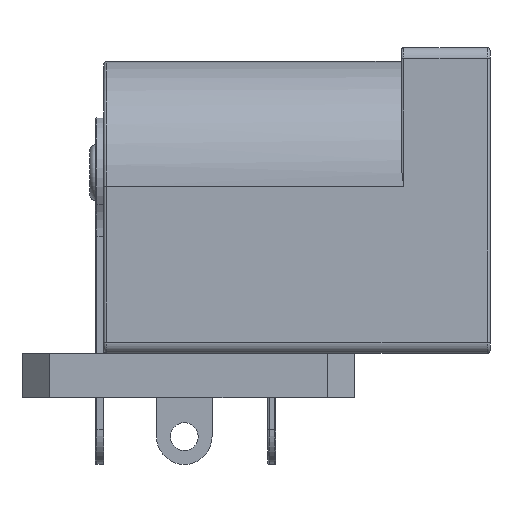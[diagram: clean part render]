
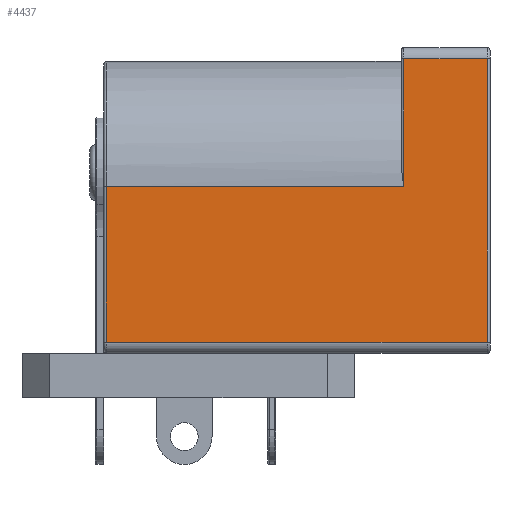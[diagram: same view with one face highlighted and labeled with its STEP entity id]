
A CAD part, front view. The second image highlights one B-rep face of the part: STEP entity #4437.
In plain terms, the highlighted face is planar.
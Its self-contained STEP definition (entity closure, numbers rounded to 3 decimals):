
#1990 = VERTEX_POINT('',#1991);
#1991 = CARTESIAN_POINT('',(2.95,6.85,6.));
#1998 = EDGE_CURVE('',#1999,#1990,#2001,.T.);
#1999 = VERTEX_POINT('',#2000);
#2000 = CARTESIAN_POINT('',(-7.75,6.85,6.));
#2001 = LINE('',#2002,#2003);
#2002 = CARTESIAN_POINT('',(-7.65,6.85,6.));
#2003 = VECTOR('',#2004,1.);
#2004 = DIRECTION('',(1.,0.,0.));
#4437 = ADVANCED_FACE('',(#4438),#4479,.F.);
#4438 = FACE_BOUND('',#4439,.T.);
#4439 = EDGE_LOOP('',(#4440,#4441,#4449,#4457,#4465,#4473));
#4440 = ORIENTED_EDGE('',*,*,#1998,.T.);
#4441 = ORIENTED_EDGE('',*,*,#4442,.T.);
#4442 = EDGE_CURVE('',#1990,#4443,#4445,.T.);
#4443 = VERTEX_POINT('',#4444);
#4444 = CARTESIAN_POINT('',(2.95,6.85,0.4));
#4445 = LINE('',#4446,#4447);
#4446 = CARTESIAN_POINT('',(2.95,6.85,11.));
#4447 = VECTOR('',#4448,1.);
#4448 = DIRECTION('',(0.,-0.,-1.));
#4449 = ORIENTED_EDGE('',*,*,#4450,.T.);
#4450 = EDGE_CURVE('',#4443,#4451,#4453,.T.);
#4451 = VERTEX_POINT('',#4452);
#4452 = CARTESIAN_POINT('',(-10.75,6.85,0.4));
#4453 = LINE('',#4454,#4455);
#4454 = CARTESIAN_POINT('',(3.05,6.85,0.4));
#4455 = VECTOR('',#4456,1.);
#4456 = DIRECTION('',(-1.,0.,0.));
#4457 = ORIENTED_EDGE('',*,*,#4458,.T.);
#4458 = EDGE_CURVE('',#4451,#4459,#4461,.T.);
#4459 = VERTEX_POINT('',#4460);
#4460 = CARTESIAN_POINT('',(-10.75,6.85,10.6));
#4461 = LINE('',#4462,#4463);
#4462 = CARTESIAN_POINT('',(-10.75,6.85,11.));
#4463 = VECTOR('',#4464,1.);
#4464 = DIRECTION('',(0.,0.,1.));
#4465 = ORIENTED_EDGE('',*,*,#4466,.T.);
#4466 = EDGE_CURVE('',#4459,#4467,#4469,.T.);
#4467 = VERTEX_POINT('',#4468);
#4468 = CARTESIAN_POINT('',(-7.75,6.85,10.6));
#4469 = LINE('',#4470,#4471);
#4470 = CARTESIAN_POINT('',(-7.65,6.85,10.6));
#4471 = VECTOR('',#4472,1.);
#4472 = DIRECTION('',(1.,0.,0.));
#4473 = ORIENTED_EDGE('',*,*,#4474,.T.);
#4474 = EDGE_CURVE('',#4467,#1999,#4475,.T.);
#4475 = LINE('',#4476,#4477);
#4476 = CARTESIAN_POINT('',(-7.75,6.85,11.));
#4477 = VECTOR('',#4478,1.);
#4478 = DIRECTION('',(0.,-0.,-1.));
#4479 = PLANE('',#4480);
#4480 = AXIS2_PLACEMENT_3D('',#4481,#4482,#4483);
#4481 = CARTESIAN_POINT('',(3.05,6.85,11.));
#4482 = DIRECTION('',(0.,-1.,0.));
#4483 = DIRECTION('',(1.,0.,0.));
